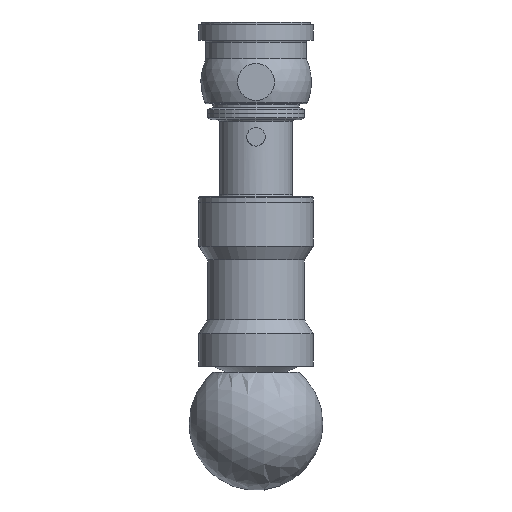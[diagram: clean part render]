
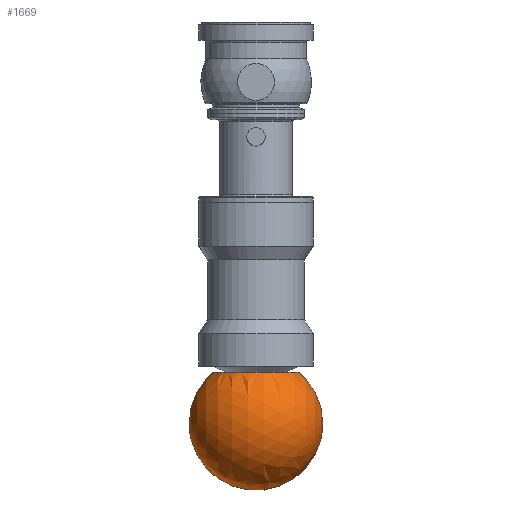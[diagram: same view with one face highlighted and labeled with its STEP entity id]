
A CAD part, left-side view. The second image highlights one B-rep face of the part: STEP entity #1669.
In plain terms, the highlighted spherical face has radius 72.5 mm.
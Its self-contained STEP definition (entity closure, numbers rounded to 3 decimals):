
#1653=CARTESIAN_POINT('',(150.,266.5,0.0));
#1654=DIRECTION('',(0.0,0.0,1.0));
#1655=DIRECTION('',(1.0,0.0,0.0));
#1656=AXIS2_PLACEMENT_3D('',#1653,#1654,#1655);
#1657=SPHERICAL_SURFACE('',#1656,72.5);
#1658=CARTESIAN_POINT('',(196.648,211.,0.0));
#1659=VERTEX_POINT('',#1658);
#1660=CARTESIAN_POINT('',(150.,211.,0.0));
#1661=DIRECTION('',(0.0,-1.0,0.0));
#1662=DIRECTION('',(1.0,0.0,0.0));
#1663=AXIS2_PLACEMENT_3D('',#1660,#1661,#1662);
#1664=CIRCLE('',#1663,46.648);
#1665=EDGE_CURVE('',#1659,#1659,#1664,.T.);
#1666=ORIENTED_EDGE('',*,*,#1665,.F.);
#1667=EDGE_LOOP('',(#1666));
#1668=FACE_OUTER_BOUND('',#1667,.T.);
#1669=ADVANCED_FACE('',(#1668),#1657,.T.);
